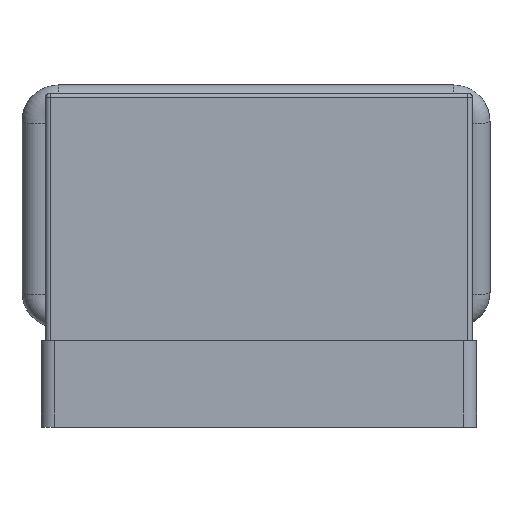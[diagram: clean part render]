
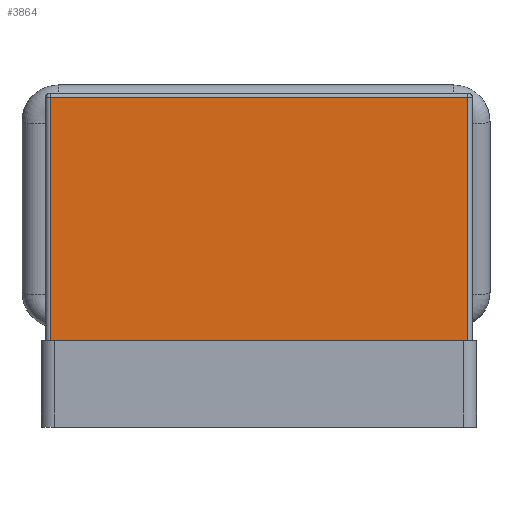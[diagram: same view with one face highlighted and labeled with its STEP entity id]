
A CAD part, left-side view. The second image highlights one B-rep face of the part: STEP entity #3864.
In plain terms, the highlighted planar face has unit normal (-1, 0, 0).
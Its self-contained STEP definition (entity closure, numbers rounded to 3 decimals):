
#194=PLANE('',#4144);
#259=LINE('',#7012,#468);
#270=LINE('',#7093,#479);
#273=LINE('',#7097,#482);
#285=LINE('',#7292,#494);
#468=VECTOR('',#4723,10.);
#479=VECTOR('',#4774,10.);
#482=VECTOR('',#4779,10.);
#494=VECTOR('',#4841,10.);
#811=FACE_OUTER_BOUND('',#1028,.T.);
#1028=EDGE_LOOP('',(#2813,#2814,#2815,#2816));
#1657=VERTEX_POINT('',#7001);
#1660=VERTEX_POINT('',#7008);
#1673=VERTEX_POINT('',#7086);
#1675=VERTEX_POINT('',#7091);
#2070=EDGE_CURVE('',#1657,#1660,#259,.T.);
#2093=EDGE_CURVE('',#1675,#1673,#270,.T.);
#2096=EDGE_CURVE('',#1673,#1657,#273,.T.);
#2132=EDGE_CURVE('',#1675,#1660,#285,.T.);
#2813=ORIENTED_EDGE('',*,*,#2070,.F.);
#2814=ORIENTED_EDGE('',*,*,#2096,.F.);
#2815=ORIENTED_EDGE('',*,*,#2093,.F.);
#2816=ORIENTED_EDGE('',*,*,#2132,.T.);
#3864=ADVANCED_FACE('',(#811),#194,.T.);
#4144=AXIS2_PLACEMENT_3D('',#7291,#4839,#4840);
#4723=DIRECTION('',(0.,0.,-1.));
#4774=DIRECTION('',(0.,0.,1.));
#4779=DIRECTION('',(0.,-1.,0.));
#4839=DIRECTION('center_axis',(-1.,0.,0.));
#4840=DIRECTION('ref_axis',(0.,-1.,0.));
#4841=DIRECTION('',(0.,-1.,0.));
#7001=CARTESIAN_POINT('',(-0.825,-0.485,0.765));
#7008=CARTESIAN_POINT('',(-0.825,-0.485,0.2));
#7012=CARTESIAN_POINT('',(-0.825,-0.485,0.));
#7086=CARTESIAN_POINT('',(-0.825,0.485,0.765));
#7091=CARTESIAN_POINT('',(-0.825,0.485,0.2));
#7093=CARTESIAN_POINT('',(-0.825,0.485,0.));
#7097=CARTESIAN_POINT('',(-0.825,0.248,0.765));
#7291=CARTESIAN_POINT('Origin',(-0.825,0.495,0.));
#7292=CARTESIAN_POINT('',(-0.825,0.248,0.2));
